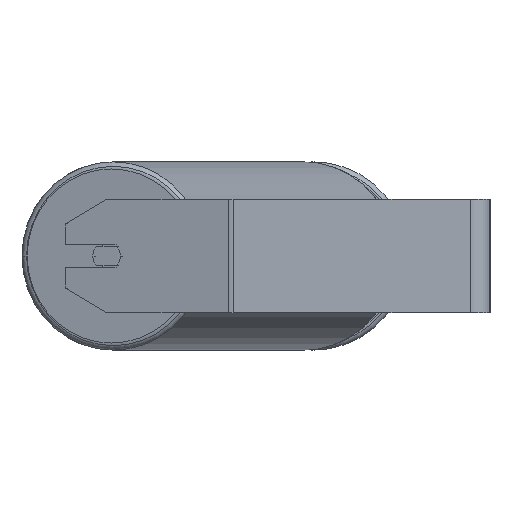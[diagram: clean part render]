
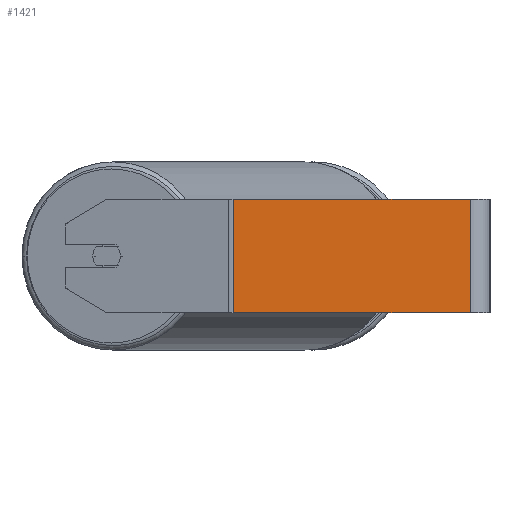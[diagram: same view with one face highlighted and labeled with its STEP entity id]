
A CAD part, left-side view. The second image highlights one B-rep face of the part: STEP entity #1421.
In plain terms, the highlighted planar face has unit normal (-1, 0, 0).
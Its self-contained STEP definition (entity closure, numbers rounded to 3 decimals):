
#496 = CARTESIAN_POINT ( 'NONE',  ( -850., 182.869, 40. ) ) ;
#818 = VECTOR ( 'NONE', #2273, 1000. ) ;
#1421 = ADVANCED_FACE ( 'NONE', ( #3318 ), #3847, .F. ) ;
#1781 = VERTEX_POINT ( 'NONE', #4477 ) ;
#1794 = ORIENTED_EDGE ( 'NONE', *, *, #6704, .F. ) ;
#1898 = DIRECTION ( 'NONE',  ( 0., 0., -1. ) ) ;
#2245 = DIRECTION ( 'NONE',  ( 0., -1., 0. ) ) ;
#2273 = DIRECTION ( 'NONE',  ( 0., 0., -1. ) ) ;
#2375 = EDGE_CURVE ( 'NONE', #3618, #6853, #2948, .T. ) ;
#2727 = VECTOR ( 'NONE', #7794, 1000. ) ;
#2948 = LINE ( 'NONE', #5641, #818 ) ;
#3022 = LINE ( 'NONE', #7752, #2727 ) ;
#3142 = VECTOR ( 'NONE', #2245, 1000. ) ;
#3154 = CARTESIAN_POINT ( 'NONE',  ( -850., 14., 40. ) ) ;
#3318 = FACE_OUTER_BOUND ( 'NONE', #5517, .T. ) ;
#3536 = CARTESIAN_POINT ( 'NONE',  ( -850., 181.026, 40. ) ) ;
#3618 = VERTEX_POINT ( 'NONE', #3536 ) ;
#3837 = ORIENTED_EDGE ( 'NONE', *, *, #2375, .T. ) ;
#3847 = PLANE ( 'NONE',  #8577 ) ;
#4173 = CARTESIAN_POINT ( 'NONE',  ( -850., 14., -40. ) ) ;
#4477 = CARTESIAN_POINT ( 'NONE',  ( -850., 14., 40. ) ) ;
#4582 = ORIENTED_EDGE ( 'NONE', *, *, #6191, .T. ) ;
#5182 = EDGE_CURVE ( 'NONE', #1781, #5313, #8519, .T. ) ;
#5313 = VERTEX_POINT ( 'NONE', #4173 ) ;
#5517 = EDGE_LOOP ( 'NONE', ( #4582, #6320, #1794, #3837 ) ) ;
#5641 = CARTESIAN_POINT ( 'NONE',  ( -850., 181.026, 40. ) ) ;
#6187 = LINE ( 'NONE', #8269, #3142 ) ;
#6191 = EDGE_CURVE ( 'NONE', #6853, #5313, #6187, .T. ) ;
#6234 = VECTOR ( 'NONE', #7080, 1000. ) ;
#6320 = ORIENTED_EDGE ( 'NONE', *, *, #5182, .F. ) ;
#6704 = EDGE_CURVE ( 'NONE', #3618, #1781, #3022, .T. ) ;
#6853 = VERTEX_POINT ( 'NONE', #7842 ) ;
#7080 = DIRECTION ( 'NONE',  ( 0., 0., -1. ) ) ;
#7752 = CARTESIAN_POINT ( 'NONE',  ( -850., 182.869, 40. ) ) ;
#7794 = DIRECTION ( 'NONE',  ( 0., -1., 0. ) ) ;
#7842 = CARTESIAN_POINT ( 'NONE',  ( -850., 181.026, -40. ) ) ;
#8269 = CARTESIAN_POINT ( 'NONE',  ( -850., 182.869, -40. ) ) ;
#8519 = LINE ( 'NONE', #3154, #6234 ) ;
#8577 = AXIS2_PLACEMENT_3D ( 'NONE', #496, #8641, #1898 ) ;
#8641 = DIRECTION ( 'NONE',  ( 1., 0., 0. ) ) ;
